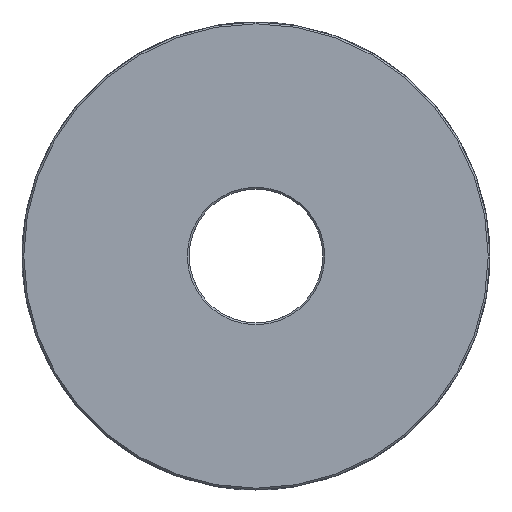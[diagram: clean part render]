
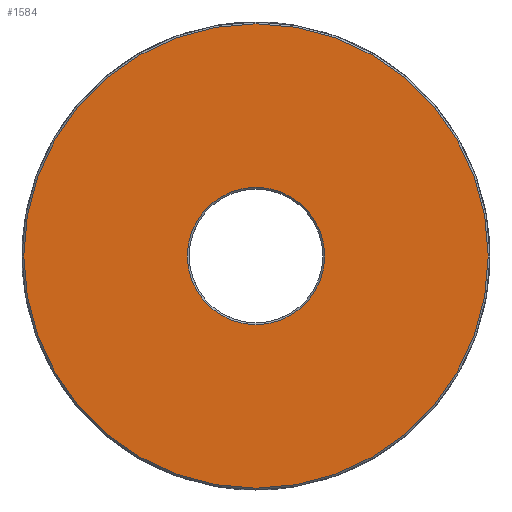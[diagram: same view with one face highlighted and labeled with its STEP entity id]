
A CAD part, left-side view. The second image highlights one B-rep face of the part: STEP entity #1584.
In plain terms, the highlighted planar face has unit normal (-1, 0, 0).
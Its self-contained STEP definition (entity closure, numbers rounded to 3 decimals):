
#240 = EDGE_CURVE ( 'NONE', #768, #769, #3035, .T. ) ;
#268 = EDGE_CURVE ( 'NONE', #770, #771, #3448, .T. ) ;
#324 = EDGE_CURVE ( 'NONE', #771, #770, #3501, .T. ) ;
#326 = EDGE_CURVE ( 'NONE', #769, #768, #3504, .T. ) ;
#768 = VERTEX_POINT ( 'NONE', #4821 ) ;
#769 = VERTEX_POINT ( 'NONE', #4822 ) ;
#770 = VERTEX_POINT ( 'NONE', #4823 ) ;
#771 = VERTEX_POINT ( 'NONE', #4824 ) ;
#1584 = ADVANCED_FACE ( 'NONE', ( #5082, #5085 ), #5841, .T. ) ;
#2018 = AXIS2_PLACEMENT_3D ( 'NONE', #3259, #3260, #3261 ) ;
#2032 = AXIS2_PLACEMENT_3D ( 'NONE', #3332, #3334, #3335 ) ;
#2063 = AXIS2_PLACEMENT_3D ( 'NONE', #3908, #3909, #3910 ) ;
#2186 = ORIENTED_EDGE ( 'NONE', *, *, #268, .F. ) ;
#2187 = ORIENTED_EDGE ( 'NONE', *, *, #324, .F. ) ;
#2188 = ORIENTED_EDGE ( 'NONE', *, *, #326, .F. ) ;
#2189 = ORIENTED_EDGE ( 'NONE', *, *, #240, .F. ) ;
#3035 = CIRCLE ( 'NONE', #2018, 14.381 ) ;
#3259 = CARTESIAN_POINT ( 'NONE',  ( -47., 0., 0. ) ) ;
#3260 = DIRECTION ( 'NONE',  ( -1., 0., 0. ) ) ;
#3261 = DIRECTION ( 'NONE',  ( 0., 0., -1. ) ) ;
#3332 = CARTESIAN_POINT ( 'NONE',  ( -47., 0., 0. ) ) ;
#3334 = DIRECTION ( 'NONE',  ( 1., 0., 0. ) ) ;
#3335 = DIRECTION ( 'NONE',  ( 0., 0., -1. ) ) ;
#3448 = CIRCLE ( 'NONE', #2032, 48.619 ) ;
#3501 = CIRCLE ( 'NONE', #2063, 48.619 ) ;
#3504 = CIRCLE ( 'NONE', #3968, 14.381 ) ;
#3908 = CARTESIAN_POINT ( 'NONE',  ( -47., 0., 0. ) ) ;
#3909 = DIRECTION ( 'NONE',  ( 1., 0., 0. ) ) ;
#3910 = DIRECTION ( 'NONE',  ( 0., 0., -1. ) ) ;
#3914 = CARTESIAN_POINT ( 'NONE',  ( -47., 0., 0. ) ) ;
#3915 = DIRECTION ( 'NONE',  ( -1., 0., 0. ) ) ;
#3916 = DIRECTION ( 'NONE',  ( 0., 0., -1. ) ) ;
#3968 = AXIS2_PLACEMENT_3D ( 'NONE', #3914, #3915, #3916 ) ;
#4114 = AXIS2_PLACEMENT_3D ( 'NONE', #5840, #5843, #5844 ) ;
#4821 = CARTESIAN_POINT ( 'NONE',  ( -47., 0., 14.381 ) ) ;
#4822 = CARTESIAN_POINT ( 'NONE',  ( -47., 0., -14.381 ) ) ;
#4823 = CARTESIAN_POINT ( 'NONE',  ( -47., 0., 48.619 ) ) ;
#4824 = CARTESIAN_POINT ( 'NONE',  ( -47., 0., -48.619 ) ) ;
#5082 = FACE_OUTER_BOUND ( 'NONE', #10642, .T. ) ;
#5085 = FACE_BOUND ( 'NONE', #10639, .T. ) ;
#5840 = CARTESIAN_POINT ( 'NONE',  ( -47., 0., 0. ) ) ;
#5841 = PLANE ( 'NONE',  #4114 ) ;
#5843 = DIRECTION ( 'NONE',  ( -1., 0., 0. ) ) ;
#5844 = DIRECTION ( 'NONE',  ( 0., 0., -1. ) ) ;
#10639 = EDGE_LOOP ( 'NONE', ( #2188, #2189 ) ) ;
#10642 = EDGE_LOOP ( 'NONE', ( #2186, #2187 ) ) ;
